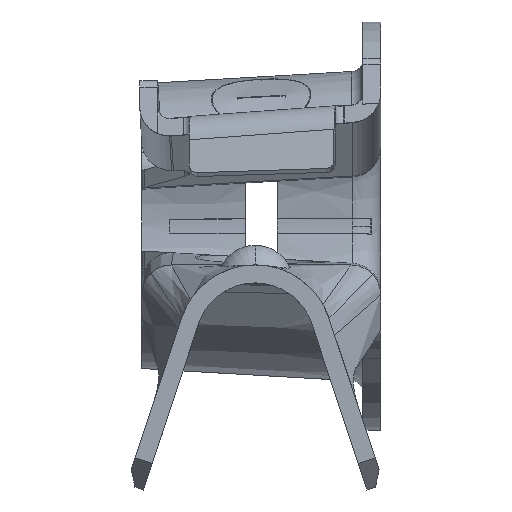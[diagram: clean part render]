
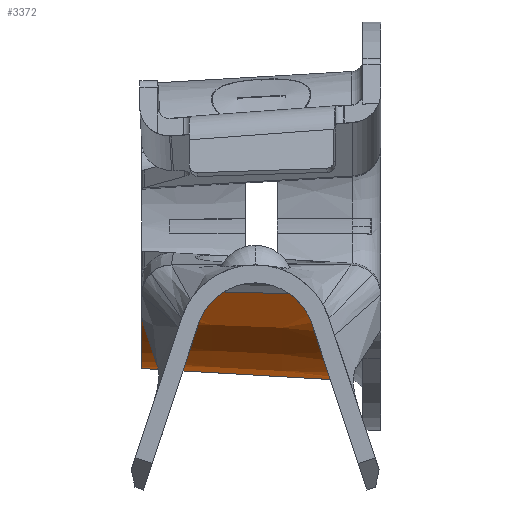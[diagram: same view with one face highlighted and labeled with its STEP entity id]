
A CAD part, left-side view. The second image highlights one B-rep face of the part: STEP entity #3372.
In plain terms, the highlighted conical face has half-angle 3.338 degrees and reference radius 9.081 mm.
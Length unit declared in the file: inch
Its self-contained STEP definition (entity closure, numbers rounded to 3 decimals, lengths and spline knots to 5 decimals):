
#383 = CARTESIAN_POINT ( 'NONE',  ( -0.3197, 0., -0.15999 ) ) ;
#670 = CARTESIAN_POINT ( 'NONE',  ( 0., 0., -0.3575 ) ) ;
#765 = ORIENTED_EDGE ( 'NONE', *, *, #12960, .T. ) ;
#920 = DIRECTION ( 'NONE',  ( 0., 0., -1. ) ) ;
#1591 = DIRECTION ( 'NONE',  ( -0.052, -0.998, -0.026 ) ) ;
#1687 = EDGE_LOOP ( 'NONE', ( #14803, #765, #14863, #2739, #12494 ) ) ;
#1913 = LINE ( 'NONE', #9242, #7800 ) ;
#2253 = DIRECTION ( 'NONE',  ( 0., -0.998, -0.058 ) ) ;
#2257 = CARTESIAN_POINT ( 'NONE',  ( 0., 0., -0.3575 ) ) ;
#2481 = VECTOR ( 'NONE', #3475, 39.37008 ) ;
#2739 = ORIENTED_EDGE ( 'NONE', *, *, #3501, .T. ) ;
#3215 = VERTEX_POINT ( 'NONE', #5677 ) ;
#3303 = EDGE_CURVE ( 'NONE', #5532, #3215, #11760, .T. ) ;
#3372 = ADVANCED_FACE ( 'NONE', ( #14091 ), #4548, .T. ) ;
#3383 = DIRECTION ( 'NONE',  ( 0., -1., 0. ) ) ;
#3475 = DIRECTION ( 'NONE',  ( 0., -0.998, -0.058 ) ) ;
#3501 = EDGE_CURVE ( 'NONE', #3215, #10125, #6887, .T. ) ;
#4538 = CARTESIAN_POINT ( 'NONE',  ( 0., 0., 0. ) ) ;
#4548 = CONICAL_SURFACE ( 'NONE', #9300, 0.3575, 0.058 ) ;
#4701 = DIRECTION ( 'NONE',  ( 0., 0., 1. ) ) ;
#4897 = DIRECTION ( 'NONE',  ( 0., 1., 0. ) ) ;
#5183 = EDGE_CURVE ( 'NONE', #12463, #8599, #11106, .T. ) ;
#5532 = VERTEX_POINT ( 'NONE', #7810 ) ;
#5677 = CARTESIAN_POINT ( 'NONE',  ( 0., -0.52675, -0.38823 ) ) ;
#6878 = VECTOR ( 'NONE', #1591, 39.37008 ) ;
#6887 = CIRCLE ( 'NONE', #12381, 0.38823 ) ;
#7245 = LINE ( 'NONE', #383, #6878 ) ;
#7800 = VECTOR ( 'NONE', #2253, 39.37008 ) ;
#7810 = CARTESIAN_POINT ( 'NONE',  ( 0., -0.3, -0.375 ) ) ;
#8599 = VERTEX_POINT ( 'NONE', #11729 ) ;
#9242 = CARTESIAN_POINT ( 'NONE',  ( 0., 0., -0.3575 ) ) ;
#9300 = AXIS2_PLACEMENT_3D ( 'NONE', #4538, #3383, #920 ) ;
#10125 = VERTEX_POINT ( 'NONE', #11056 ) ;
#11056 = CARTESIAN_POINT ( 'NONE',  ( -0.34718, -0.52675, -0.17374 ) ) ;
#11106 = CIRCLE ( 'NONE', #11725, 0.3575 ) ;
#11589 = DIRECTION ( 'NONE',  ( 0., 1., 0. ) ) ;
#11725 = AXIS2_PLACEMENT_3D ( 'NONE', #13774, #11589, #4701 ) ;
#11729 = CARTESIAN_POINT ( 'NONE',  ( -0.3197, 0., -0.15999 ) ) ;
#11760 = LINE ( 'NONE', #2257, #2481 ) ;
#11795 = CARTESIAN_POINT ( 'NONE',  ( 0., -0.52675, 0. ) ) ;
#12381 = AXIS2_PLACEMENT_3D ( 'NONE', #11795, #4897, #12950 ) ;
#12463 = VERTEX_POINT ( 'NONE', #670 ) ;
#12494 = ORIENTED_EDGE ( 'NONE', *, *, #14830, .F. ) ;
#12950 = DIRECTION ( 'NONE',  ( 0., 0., -1. ) ) ;
#12960 = EDGE_CURVE ( 'NONE', #12463, #5532, #1913, .T. ) ;
#13774 = CARTESIAN_POINT ( 'NONE',  ( 0., 0., 0. ) ) ;
#14091 = FACE_OUTER_BOUND ( 'NONE', #1687, .T. ) ;
#14803 = ORIENTED_EDGE ( 'NONE', *, *, #5183, .F. ) ;
#14830 = EDGE_CURVE ( 'NONE', #8599, #10125, #7245, .T. ) ;
#14863 = ORIENTED_EDGE ( 'NONE', *, *, #3303, .T. ) ;
